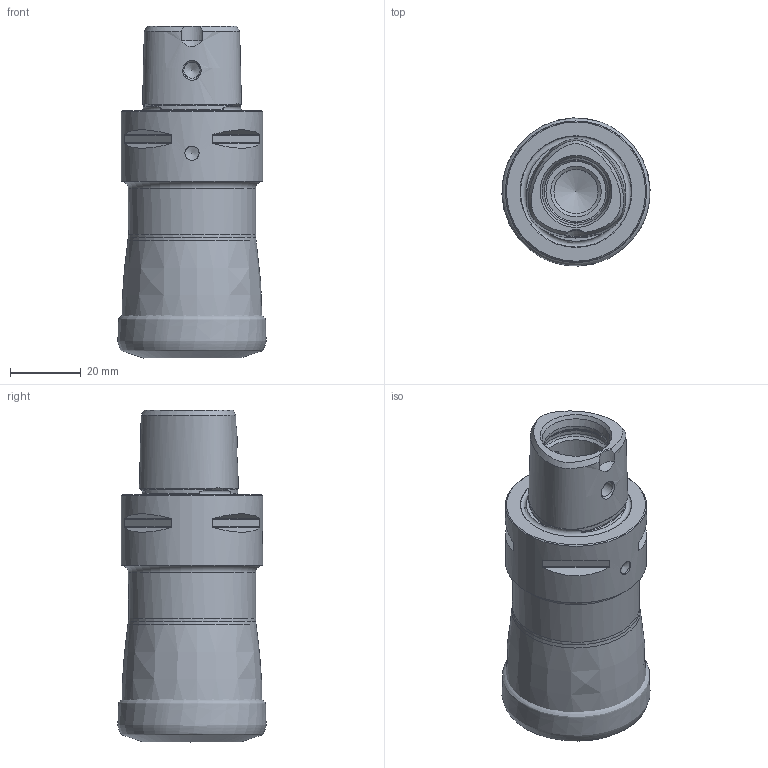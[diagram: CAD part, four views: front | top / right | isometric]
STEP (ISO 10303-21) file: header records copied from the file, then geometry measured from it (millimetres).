
FILE_DESCRIPTION(/* description */ (''),/* implementation_level */ '2;1');
FILE_NAME(/* name */ 'toolassembly_1.stp',/* time_stamp */ '2018-10-16T15:08:42+02:00',/* author */ (''),/* organization */ ('SMS'),/* preprocessor_version */ 'ST-DEVELOPER v15',/* originating_system */ 'SIEMENS PLM Software NX 8.5',/* authorisation */ '');
FILE_SCHEMA (('AUTOMOTIVE_DESIGN { 1 0 10303 214 3 1 1 1 }'));
Products named in the file (4): ASSEMBLY_CONSTRUCTION; CUT_20181016150809; NOCUT_20181016150806; TOOLASSEMBLY_1
Assembly tree (3 placements, depth 2):
  TOOLASSEMBLY_1
    NOCUT_20181016150806
    CUT_20181016150809
    ASSEMBLY_CONSTRUCTION
Bounding box: 41.96 x 41.97 x 94 mm (x, y, z)
Volume: 98724.6 mm3; surface area: 18848.5 mm2
Topology: 2 solids, 2 shells, 83 faces, 205 edges, 137 vertices
Faces by surface type: cone 21, plane 20, cylinder 19, bspline 13, torus 10
Full cylindrical faces by diameter (mm): 4 x1, 4.6 x2, 12.5 x1, 18.025 x2, 20 x1, 36 x1, 39.827 x1, 40 x1
Entity records: 34428 total; most frequent: CARTESIAN_POINT 32662, ORIENTED_EDGE 298, DIRECTION 298, EDGE_CURVE 149, AXIS2_PLACEMENT_3D 137, EDGE_LOOP 127, VERTEX_POINT 116, FACE_BOUND 91
